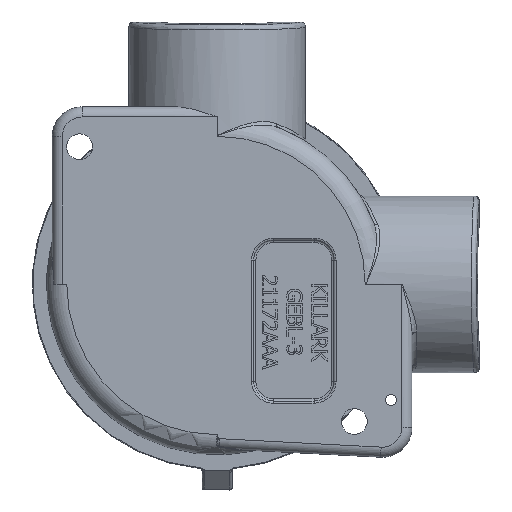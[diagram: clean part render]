
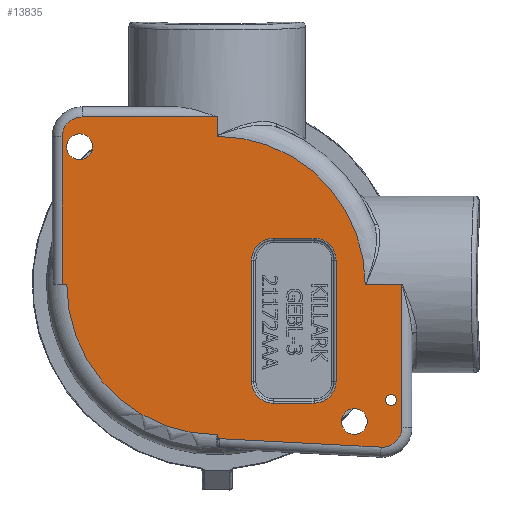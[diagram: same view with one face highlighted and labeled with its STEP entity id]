
A CAD part, front view. The second image highlights one B-rep face of the part: STEP entity #13835.
In plain terms, the highlighted planar face has unit normal (0, -1, 0).
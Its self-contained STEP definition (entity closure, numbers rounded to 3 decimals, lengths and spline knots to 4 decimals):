
#123=FACE_BOUND('',#4268,.T.);
#124=FACE_BOUND('',#4269,.T.);
#125=FACE_BOUND('',#4270,.T.);
#126=FACE_BOUND('',#4271,.T.);
#242=PLANE('',#14899);
#634=LINE('',#18713,#1868);
#962=LINE('',#46224,#2196);
#963=LINE('',#46248,#2197);
#964=LINE('',#46251,#2198);
#966=LINE('',#46266,#2200);
#967=LINE('',#46268,#2201);
#968=LINE('',#46270,#2202);
#969=LINE('',#46273,#2203);
#970=LINE('',#46282,#2204);
#971=LINE('',#46291,#2205);
#972=LINE('',#46301,#2206);
#1868=VECTOR('',#15406,0.3937);
#2196=VECTOR('',#16594,0.3937);
#2197=VECTOR('',#16607,0.3937);
#2198=VECTOR('',#16610,0.3937);
#2200=VECTOR('',#16618,0.3937);
#2201=VECTOR('',#16619,0.3937);
#2202=VECTOR('',#16622,0.3937);
#2203=VECTOR('',#16623,0.03);
#2204=VECTOR('',#16624,0.03);
#2205=VECTOR('',#16625,0.03);
#2206=VECTOR('',#16626,0.03);
#3438=FACE_OUTER_BOUND('',#4267,.T.);
#4267=EDGE_LOOP('',(#10506,#10507,#10508,#10509,#10510,#10511,#10512,#10513,
#10514,#10515,#10516,#10517));
#4268=EDGE_LOOP('',(#10518));
#4269=EDGE_LOOP('',(#10519));
#4270=EDGE_LOOP('',(#10520));
#4271=EDGE_LOOP('',(#10521,#10522,#10523,#10524,#10525,#10526,#10527,#10528));
#4870=B_SPLINE_CURVE_WITH_KNOTS('',3,(#18639,#18640,#18641,#18642,#18643,
#18644),.UNSPECIFIED.,.F.,.F.,(4,2,4),(0.4383,0.578,
0.5789),.UNSPECIFIED.);
#5070=B_SPLINE_CURVE_WITH_KNOTS('',3,(#46275,#46276,#46277,#46278,#46279,
#46280),.UNSPECIFIED.,.F.,.F.,(4,1,1,4),(3.2432,3.707,
4.0162,4.3254),.UNSPECIFIED.);
#5071=B_SPLINE_CURVE_WITH_KNOTS('',3,(#46284,#46285,#46286,#46287,#46288,
#46289),.UNSPECIFIED.,.F.,.F.,(4,1,1,4),(3.2432,3.5524,
3.8616,4.3254),.UNSPECIFIED.);
#5072=B_SPLINE_CURVE_WITH_KNOTS('',3,(#46293,#46294,#46295,#46296,#46297,
#46298,#46299),.UNSPECIFIED.,.F.,.F.,(4,1,1,1,4),(0.,0.3089,
0.6178,0.8494,1.0811),.UNSPECIFIED.);
#5073=B_SPLINE_CURVE_WITH_KNOTS('',3,(#46302,#46303,#46304,#46305,#46306,
#46307,#46308),.UNSPECIFIED.,.F.,.F.,(4,1,1,1,4),(0.,0.3089,
0.6178,0.8494,1.0811),.UNSPECIFIED.);
#5379=CIRCLE('',#14474,1.8633);
#5583=CIRCLE('',#14882,0.1605);
#5585=CIRCLE('',#14885,0.1605);
#5587=CIRCLE('',#14888,0.068);
#5591=CIRCLE('',#14894,0.245);
#5594=CIRCLE('',#14900,0.245);
#5595=CIRCLE('',#14901,1.834);
#5690=VERTEX_POINT('',#18600);
#5691=VERTEX_POINT('',#18637);
#5695=VERTEX_POINT('',#18711);
#5719=VERTEX_POINT('',#19372);
#6211=VERTEX_POINT('',#46205);
#6213=VERTEX_POINT('',#46211);
#6215=VERTEX_POINT('',#46217);
#6216=VERTEX_POINT('',#46221);
#6217=VERTEX_POINT('',#46223);
#6218=VERTEX_POINT('',#46227);
#6219=VERTEX_POINT('',#46231);
#6221=VERTEX_POINT('',#46250);
#6224=VERTEX_POINT('',#46263);
#6225=VERTEX_POINT('',#46265);
#6226=VERTEX_POINT('',#46267);
#6227=VERTEX_POINT('',#46271);
#6228=VERTEX_POINT('',#46272);
#6229=VERTEX_POINT('',#46274);
#6230=VERTEX_POINT('',#46281);
#6231=VERTEX_POINT('',#46283);
#6232=VERTEX_POINT('',#46290);
#6233=VERTEX_POINT('',#46292);
#6234=VERTEX_POINT('',#46300);
#7041=EDGE_CURVE('',#5691,#5690,#4870,.T.);
#7048=EDGE_CURVE('',#5695,#5691,#634,.T.);
#7079=EDGE_CURVE('',#5690,#5719,#5379,.T.);
#7809=EDGE_CURVE('',#6211,#6211,#5583,.T.);
#7812=EDGE_CURVE('',#6213,#6213,#5585,.T.);
#7815=EDGE_CURVE('',#6215,#6215,#5587,.T.);
#7817=EDGE_CURVE('',#6216,#6217,#962,.T.);
#7820=EDGE_CURVE('',#6217,#6218,#5591,.T.);
#7823=EDGE_CURVE('',#6218,#6219,#963,.T.);
#7824=EDGE_CURVE('',#6219,#6221,#964,.T.);
#7828=EDGE_CURVE('',#6224,#5695,#5594,.T.);
#7829=EDGE_CURVE('',#6225,#6224,#966,.T.);
#7830=EDGE_CURVE('',#6225,#6226,#967,.T.);
#7831=EDGE_CURVE('',#6221,#6226,#5595,.T.);
#7832=EDGE_CURVE('',#6216,#5719,#968,.T.);
#7833=EDGE_CURVE('',#6227,#6228,#969,.T.);
#7834=EDGE_CURVE('',#6229,#6227,#5070,.T.);
#7835=EDGE_CURVE('',#6230,#6229,#970,.T.);
#7836=EDGE_CURVE('',#6231,#6230,#5071,.T.);
#7837=EDGE_CURVE('',#6232,#6231,#971,.T.);
#7838=EDGE_CURVE('',#6233,#6232,#5072,.T.);
#7839=EDGE_CURVE('',#6234,#6233,#972,.T.);
#7840=EDGE_CURVE('',#6228,#6234,#5073,.T.);
#10506=ORIENTED_EDGE('',*,*,#7041,.F.);
#10507=ORIENTED_EDGE('',*,*,#7048,.F.);
#10508=ORIENTED_EDGE('',*,*,#7828,.F.);
#10509=ORIENTED_EDGE('',*,*,#7829,.F.);
#10510=ORIENTED_EDGE('',*,*,#7830,.T.);
#10511=ORIENTED_EDGE('',*,*,#7831,.F.);
#10512=ORIENTED_EDGE('',*,*,#7824,.F.);
#10513=ORIENTED_EDGE('',*,*,#7823,.F.);
#10514=ORIENTED_EDGE('',*,*,#7820,.F.);
#10515=ORIENTED_EDGE('',*,*,#7817,.F.);
#10516=ORIENTED_EDGE('',*,*,#7832,.T.);
#10517=ORIENTED_EDGE('',*,*,#7079,.F.);
#10518=ORIENTED_EDGE('',*,*,#7809,.T.);
#10519=ORIENTED_EDGE('',*,*,#7812,.T.);
#10520=ORIENTED_EDGE('',*,*,#7815,.T.);
#10521=ORIENTED_EDGE('',*,*,#7833,.F.);
#10522=ORIENTED_EDGE('',*,*,#7834,.F.);
#10523=ORIENTED_EDGE('',*,*,#7835,.F.);
#10524=ORIENTED_EDGE('',*,*,#7836,.F.);
#10525=ORIENTED_EDGE('',*,*,#7837,.F.);
#10526=ORIENTED_EDGE('',*,*,#7838,.F.);
#10527=ORIENTED_EDGE('',*,*,#7839,.F.);
#10528=ORIENTED_EDGE('',*,*,#7840,.F.);
#13835=ADVANCED_FACE('',(#3438,#123,#124,#125,#126),#242,.T.);
#14474=AXIS2_PLACEMENT_3D('',#19373,#15433,#15434);
#14882=AXIS2_PLACEMENT_3D('',#46207,#16574,#16575);
#14885=AXIS2_PLACEMENT_3D('',#46213,#16581,#16582);
#14888=AXIS2_PLACEMENT_3D('',#46219,#16588,#16589);
#14894=AXIS2_PLACEMENT_3D('',#46229,#16601,#16602);
#14899=AXIS2_PLACEMENT_3D('',#46262,#16614,#16615);
#14900=AXIS2_PLACEMENT_3D('',#46264,#16616,#16617);
#14901=AXIS2_PLACEMENT_3D('',#46269,#16620,#16621);
#15406=DIRECTION('',(-0.999,0.,0.052));
#15433=DIRECTION('center_axis',(0.,1.,0.));
#15434=DIRECTION('ref_axis',(1.,0.,0.));
#16574=DIRECTION('center_axis',(0.,1.,0.));
#16575=DIRECTION('ref_axis',(-1.,0.,0.));
#16581=DIRECTION('center_axis',(0.,1.,0.));
#16582=DIRECTION('ref_axis',(-1.,0.,0.));
#16588=DIRECTION('center_axis',(0.,1.,0.));
#16589=DIRECTION('ref_axis',(-1.,0.,0.));
#16594=DIRECTION('',(0.,0.,1.));
#16601=DIRECTION('center_axis',(0.,1.,0.));
#16602=DIRECTION('ref_axis',(-0.707,0.,0.707));
#16607=DIRECTION('',(1.,0.,0.));
#16610=DIRECTION('',(0.,0.,-1.));
#16614=DIRECTION('center_axis',(0.,-1.,0.));
#16615=DIRECTION('ref_axis',(0.,0.,-1.));
#16616=DIRECTION('center_axis',(0.,1.,0.));
#16617=DIRECTION('ref_axis',(0.688,0.,-0.725));
#16618=DIRECTION('',(0.,0.,-1.));
#16619=DIRECTION('',(-1.,0.,0.));
#16620=DIRECTION('center_axis',(0.,1.,0.));
#16621=DIRECTION('ref_axis',(0.707,0.,0.707));
#16622=DIRECTION('',(1.,0.,0.));
#16623=DIRECTION('',(-1.,0.,0.));
#16624=DIRECTION('',(0.,0.,1.));
#16625=DIRECTION('',(1.,0.,0.));
#16626=DIRECTION('',(0.,0.,-1.));
#18600=CARTESIAN_POINT('',(0.,-3.5,-1.8633));
#18637=CARTESIAN_POINT('',(0.0264,-3.5,-1.912));
#18639=CARTESIAN_POINT('Ctrl Pts',(0.0264,-3.5,-1.912));
#18640=CARTESIAN_POINT('Ctrl Pts',(0.0181,-3.5,-1.8956));
#18641=CARTESIAN_POINT('Ctrl Pts',(0.0092,-3.5,
-1.8796));
#18642=CARTESIAN_POINT('Ctrl Pts',(0.0001,-3.5,-1.8635));
#18643=CARTESIAN_POINT('Ctrl Pts',(0.0001,-3.5,-1.8634));
#18644=CARTESIAN_POINT('Ctrl Pts',(0.,-3.5,-1.8633));
#18711=CARTESIAN_POINT('',(2.0312,-3.5,-2.017));
#18713=CARTESIAN_POINT('',(-0.5752,-3.5,-1.8805));
#19372=CARTESIAN_POINT('',(-1.8633,-3.5,0.));
#19373=CARTESIAN_POINT('Origin',(0.,-3.5,0.));
#46205=CARTESIAN_POINT('',(1.8597,-3.5,-1.6992));
#46207=CARTESIAN_POINT('Origin',(1.6992,-3.5,-1.6992));
#46211=CARTESIAN_POINT('',(-1.5436,-3.5,1.7041));
#46213=CARTESIAN_POINT('Origin',(-1.7041,-3.5,1.7041));
#46217=CARTESIAN_POINT('',(2.2212,-3.5,-1.4322));
#46219=CARTESIAN_POINT('Origin',(2.1532,-3.5,-1.4322));
#46221=CARTESIAN_POINT('',(-1.919,-3.5,0.));
#46223=CARTESIAN_POINT('',(-1.919,-3.5,1.8289));
#46224=CARTESIAN_POINT('',(-1.919,-3.5,0.2854));
#46227=CARTESIAN_POINT('',(-1.674,-3.5,2.0739));
#46229=CARTESIAN_POINT('Origin',(-1.674,-3.5,1.8289));
#46231=CARTESIAN_POINT('',(0.,-3.5,2.0739));
#46248=CARTESIAN_POINT('',(-0.5306,-3.5,2.0739));
#46250=CARTESIAN_POINT('',(0.,-3.5,1.834));
#46251=CARTESIAN_POINT('',(0.,-3.5,2.1989));
#46262=CARTESIAN_POINT('Origin',(-1.0611,-3.5,0.));
#46263=CARTESIAN_POINT('',(2.289,-3.5,-1.7724));
#46264=CARTESIAN_POINT('Origin',(2.044,-3.5,-1.7724));
#46265=CARTESIAN_POINT('',(2.289,-3.5,0.));
#46266=CARTESIAN_POINT('',(2.289,-3.5,-1.0611));
#46267=CARTESIAN_POINT('',(1.834,-3.5,0.));
#46268=CARTESIAN_POINT('',(2.414,-3.5,0.));
#46269=CARTESIAN_POINT('Origin',(0.,-3.5,0.));
#46270=CARTESIAN_POINT('',(2.414,-3.5,0.));
#46271=CARTESIAN_POINT('',(1.2,-3.5,0.5727));
#46272=CARTESIAN_POINT('',(0.7,-3.5,0.5727));
#46273=CARTESIAN_POINT('',(1.075,-3.5,0.5727));
#46274=CARTESIAN_POINT('',(1.4727,-3.5,0.3));
#46275=CARTESIAN_POINT('Ctrl Pts',(1.4727,-3.5,0.3));
#46276=CARTESIAN_POINT('Ctrl Pts',(1.4727,-3.5,0.3611));
#46277=CARTESIAN_POINT('Ctrl Pts',(1.4368,-3.5,0.4631));
#46278=CARTESIAN_POINT('Ctrl Pts',(1.3216,-3.5,0.5542));
#46279=CARTESIAN_POINT('Ctrl Pts',(1.2406,-3.5,0.5727));
#46280=CARTESIAN_POINT('Ctrl Pts',(1.2,-3.5,0.5727));
#46281=CARTESIAN_POINT('',(1.4727,-3.5,-1.2));
#46282=CARTESIAN_POINT('',(1.4727,-3.5,-0.825));
#46283=CARTESIAN_POINT('',(1.2,-3.5,-1.4727));
#46284=CARTESIAN_POINT('Ctrl Pts',(1.2,-3.5,-1.4727));
#46285=CARTESIAN_POINT('Ctrl Pts',(1.2407,-3.5,-1.4727));
#46286=CARTESIAN_POINT('Ctrl Pts',(1.3222,-3.5,-1.454));
#46287=CARTESIAN_POINT('Ctrl Pts',(1.4371,-3.5,-1.3623));
#46288=CARTESIAN_POINT('Ctrl Pts',(1.4727,-3.5,-1.2609));
#46289=CARTESIAN_POINT('Ctrl Pts',(1.4727,-3.5,-1.2));
#46290=CARTESIAN_POINT('',(0.7,-3.5,-1.4727));
#46291=CARTESIAN_POINT('',(0.825,-3.5,-1.4727));
#46292=CARTESIAN_POINT('',(0.4273,-3.5,-1.2));
#46293=CARTESIAN_POINT('Ctrl Pts',(0.4273,-3.5,-1.2));
#46294=CARTESIAN_POINT('Ctrl Pts',(0.4273,-3.5,-1.2405));
#46295=CARTESIAN_POINT('Ctrl Pts',(0.4459,-3.5,-1.3224));
#46296=CARTESIAN_POINT('Ctrl Pts',(0.5177,-3.5,-1.4122));
#46297=CARTESIAN_POINT('Ctrl Pts',(0.6082,-3.5,-1.4623));
#46298=CARTESIAN_POINT('Ctrl Pts',(0.6696,-3.5,-1.4727));
#46299=CARTESIAN_POINT('Ctrl Pts',(0.7,-3.5,-1.4727));
#46300=CARTESIAN_POINT('',(0.4273,-3.5,0.3));
#46301=CARTESIAN_POINT('',(0.4273,-3.5,-0.075));
#46302=CARTESIAN_POINT('Ctrl Pts',(0.7,-3.5,0.5727));
#46303=CARTESIAN_POINT('Ctrl Pts',(0.6595,-3.5,0.5727));
#46304=CARTESIAN_POINT('Ctrl Pts',(0.5776,-3.5,0.5541));
#46305=CARTESIAN_POINT('Ctrl Pts',(0.4878,-3.5,0.4823));
#46306=CARTESIAN_POINT('Ctrl Pts',(0.4377,-3.5,0.3918));
#46307=CARTESIAN_POINT('Ctrl Pts',(0.4273,-3.5,0.3304));
#46308=CARTESIAN_POINT('Ctrl Pts',(0.4273,-3.5,0.3));
